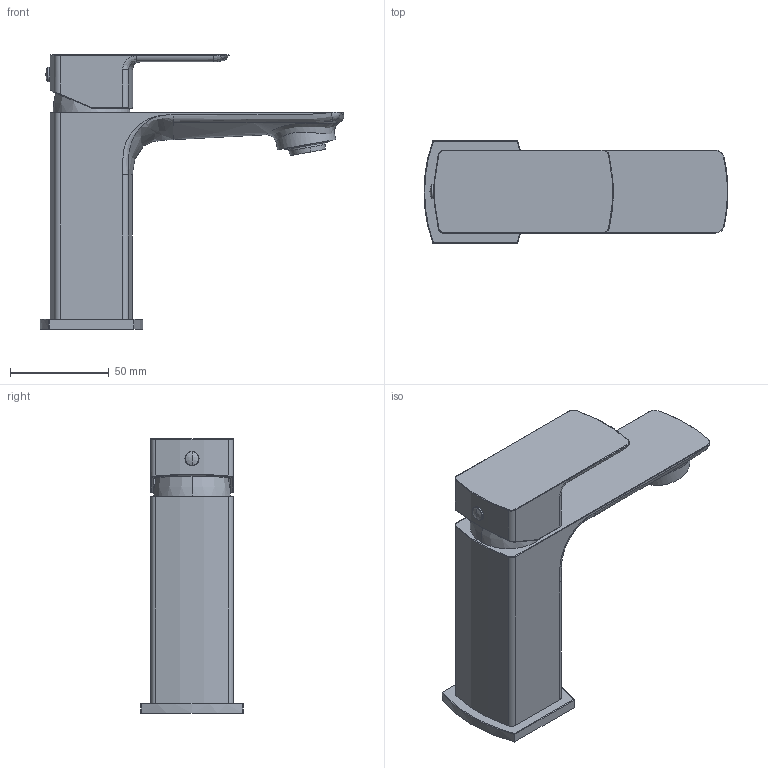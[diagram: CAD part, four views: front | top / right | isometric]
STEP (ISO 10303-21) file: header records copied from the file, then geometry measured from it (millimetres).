
FILE_DESCRIPTION (( 'STEP AP214' ), '1' );
FILE_NAME ('NTBM01.STEP', '2021-11-25T14:13:02', ( '' ), ( '' ), 'SwSTEP 2.0', 'SolidWorks 2019', '' );
FILE_SCHEMA (( 'AUTOMOTIVE_DESIGN' ));
Length unit declared in the file: millimetre
Products named in the file (1): NTBM01
Bounding box: 154 x 52 x 139 mm (x, y, z)
Volume: 267723.8 mm3; surface area: 60896.1 mm2
Topology: 6 solids, 7 shells, 1173 faces, 2981 edges, 1957 vertices
Faces by surface type: plane 948, cylinder 142, bspline 37, torus 27, sphere 10, cone 9
Entity records: 39288 total; most frequent: CARTESIAN_POINT 11599, ORIENTED_EDGE 5954, DIRECTION 5083, EDGE_CURVE 2977, LINE 2333, VECTOR 2333, VERTEX_POINT 1957, AXIS2_PLACEMENT_3D 1375
